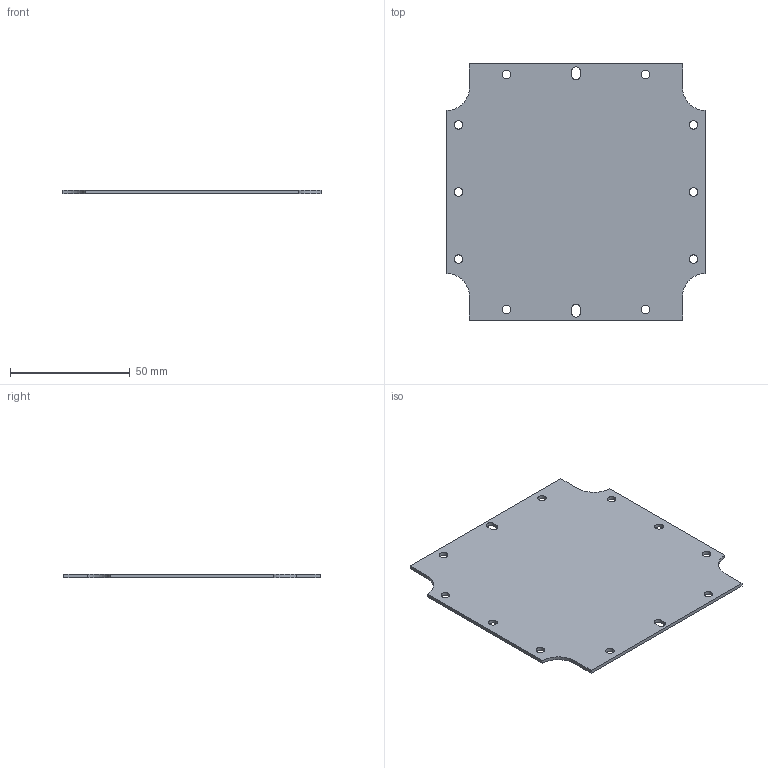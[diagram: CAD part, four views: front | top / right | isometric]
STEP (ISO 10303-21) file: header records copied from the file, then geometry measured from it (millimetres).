
FILE_DESCRIPTION (( 'STEP AP203' ), '1' );
FILE_NAME ('1555NFPL.step', '2020-11-14T11:34:37', ( 'ADC123' ), ( 'Microsoft' ), 'SwSTEP 2.0', 'SolidWorks 2019', '' );
FILE_SCHEMA (( 'CONFIG_CONTROL_DESIGN' ));
Length unit declared in the file: inch
Products named in the file (1): 1555NFPL
Bounding box: 107.7 x 106.85 x 1.45 mm (x, y, z)
Volume: 15522.7 mm3; surface area: 22246.1 mm2
Topology: 1 solids, 1 shells, 32 faces, 90 edges, 60 vertices
Faces by surface type: cylinder 18, plane 14
Full cylindrical faces by diameter (mm): 3.572 x10
Entity records: 1127 total; most frequent: DIRECTION 182, CARTESIAN_POINT 173, ORIENTED_EDGE 160, EDGE_CURVE 80, AXIS2_PLACEMENT_3D 69, EDGE_LOOP 66, VERTEX_POINT 60, VECTOR 44
